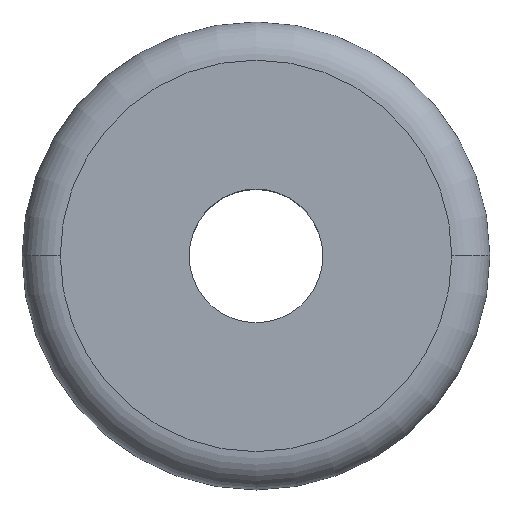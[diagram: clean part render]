
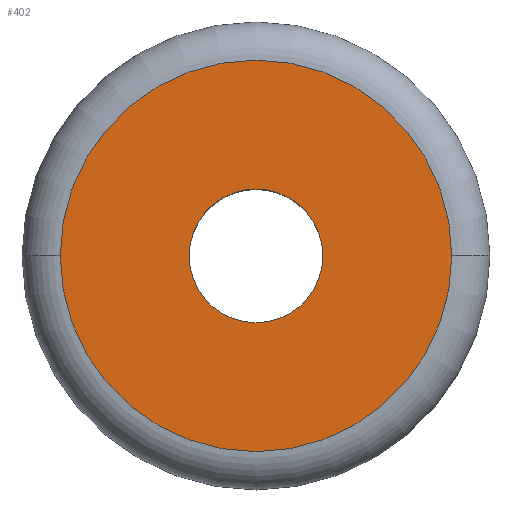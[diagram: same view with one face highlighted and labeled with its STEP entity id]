
A CAD part, top view. The second image highlights one B-rep face of the part: STEP entity #402.
In plain terms, the highlighted planar face has unit normal (0, 0, 1).
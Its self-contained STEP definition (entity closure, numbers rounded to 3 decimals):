
#42=CARTESIAN_POINT('Vertex',(173.75,-272.,5.)) ;
#45=CARTESIAN_POINT('Axis2P3D Location',(163.5,-272.,5.)) ;
#49=CARTESIAN_POINT('Vertex',(153.25,-272.,5.)) ;
#317=CARTESIAN_POINT('Axis2P3D Location',(163.5,-272.,5.)) ;
#321=CARTESIAN_POINT('Vertex',(167.,-272.,5.)) ;
#323=CARTESIAN_POINT('Vertex',(160.,-272.,5.)) ;
#357=CARTESIAN_POINT('Axis2P3D Location',(163.5,-272.,5.)) ;
#384=CARTESIAN_POINT('Axis2P3D Location',(163.5,-272.,5.)) ;
#389=CARTESIAN_POINT('Axis2P3D Location',(163.5,-272.,5.)) ;
#46=DIRECTION('Axis2P3D Direction',(0.,0.,-1.)) ;
#318=DIRECTION('Axis2P3D Direction',(0.,0.,-1.)) ;
#358=DIRECTION('Axis2P3D Direction',(0.,0.,-1.)) ;
#385=DIRECTION('Axis2P3D Direction',(0.,0.,-1.)) ;
#386=DIRECTION('Axis2P3D XDirection',(-1.,0.,0.)) ;
#390=DIRECTION('Axis2P3D Direction',(0.,0.,-1.)) ;
#47=AXIS2_PLACEMENT_3D('Circle Axis2P3D',#45,#46,$) ;
#319=AXIS2_PLACEMENT_3D('Circle Axis2P3D',#317,#318,$) ;
#359=AXIS2_PLACEMENT_3D('Circle Axis2P3D',#357,#358,$) ;
#387=AXIS2_PLACEMENT_3D('Plane Axis2P3D',#384,#385,#386) ;
#391=AXIS2_PLACEMENT_3D('Circle Axis2P3D',#389,#390,$) ;
#48=CIRCLE('generated circle',#47,10.25) ;
#320=CIRCLE('generated circle',#319,3.5) ;
#360=CIRCLE('generated circle',#359,3.5) ;
#392=CIRCLE('generated circle',#391,10.25) ;
#388=PLANE('',#387) ;
#401=FACE_BOUND('',#398,.T.) ;
#51=EDGE_CURVE('',#43,#50,#48,.T.) ;
#325=EDGE_CURVE('',#322,#324,#320,.T.) ;
#361=EDGE_CURVE('',#324,#322,#360,.T.) ;
#393=EDGE_CURVE('',#50,#43,#392,.T.) ;
#394=EDGE_LOOP('',(#395,#396)) ;
#398=EDGE_LOOP('',(#399,#400)) ;
#395=ORIENTED_EDGE('',*,*,#51,.F.) ;
#396=ORIENTED_EDGE('',*,*,#393,.F.) ;
#399=ORIENTED_EDGE('',*,*,#325,.T.) ;
#400=ORIENTED_EDGE('',*,*,#361,.T.) ;
#43=VERTEX_POINT('',#42) ;
#50=VERTEX_POINT('',#49) ;
#322=VERTEX_POINT('',#321) ;
#324=VERTEX_POINT('',#323) ;
#402=ADVANCED_FACE('Body53',(#397,#401),#388,.F.) ;
#397=FACE_OUTER_BOUND('',#394,.T.) ;
